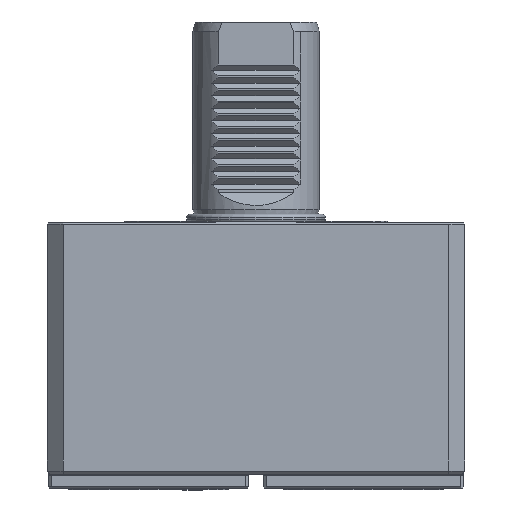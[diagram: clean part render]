
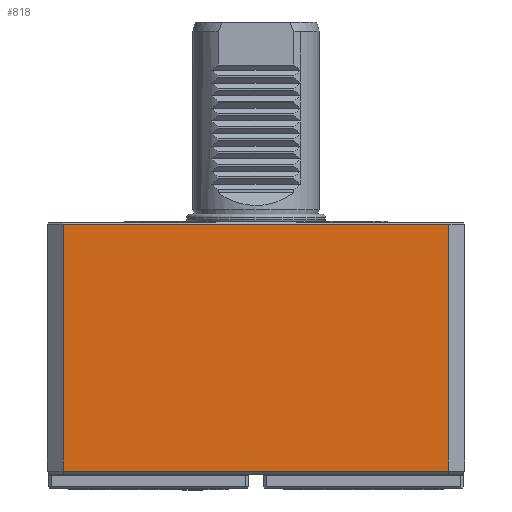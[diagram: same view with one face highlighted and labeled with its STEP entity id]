
A CAD part, front view. The second image highlights one B-rep face of the part: STEP entity #818.
In plain terms, the highlighted planar face has unit normal (0, -1, 0).
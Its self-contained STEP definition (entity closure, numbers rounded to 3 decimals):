
#209=LINE('',#4786,#473);
#235=LINE('',#4840,#499);
#236=LINE('',#4841,#500);
#237=LINE('',#4843,#501);
#473=VECTOR('',#3509,1.);
#499=VECTOR('',#3551,1.);
#500=VECTOR('',#3552,1.);
#501=VECTOR('',#3553,1.);
#818=ADVANCED_FACE('',(#1089),#959,.T.);
#959=PLANE('',#2997);
#1089=FACE_OUTER_BOUND('',#1261,.T.);
#1261=EDGE_LOOP('',(#1783,#1784,#1785,#1786));
#1783=ORIENTED_EDGE('',*,*,#2608,.T.);
#1784=ORIENTED_EDGE('',*,*,#2609,.T.);
#1785=ORIENTED_EDGE('',*,*,#2610,.T.);
#1786=ORIENTED_EDGE('',*,*,#2582,.T.);
#2261=VERTEX_POINT('',#4785);
#2262=VERTEX_POINT('',#4787);
#2280=VERTEX_POINT('',#4835);
#2282=VERTEX_POINT('',#4842);
#2582=EDGE_CURVE('',#2262,#2261,#209,.T.);
#2608=EDGE_CURVE('',#2261,#2280,#235,.T.);
#2609=EDGE_CURVE('',#2280,#2282,#236,.T.);
#2610=EDGE_CURVE('',#2282,#2262,#237,.T.);
#2997=AXIS2_PLACEMENT_3D('',#4844,#3554,#3555);
#3509=DIRECTION('',(1.,0.,0.));
#3551=DIRECTION('',(0.,0.,1.));
#3552=DIRECTION('',(-1.,0.,0.));
#3553=DIRECTION('',(0.,0.,-1.));
#3554=DIRECTION('',(0.,-1.,0.));
#3555=DIRECTION('',(0.,0.,1.));
#4785=CARTESIAN_POINT('',(61.,-40.,-79.));
#4786=CARTESIAN_POINT('',(61.,-40.,-79.));
#4787=CARTESIAN_POINT('',(-61.,-40.,-79.));
#4835=CARTESIAN_POINT('',(61.,-40.,-1.));
#4840=CARTESIAN_POINT('',(61.,-40.,166.712));
#4841=CARTESIAN_POINT('',(-61.,-40.,-1.));
#4842=CARTESIAN_POINT('',(-61.,-40.,-1.));
#4843=CARTESIAN_POINT('',(-61.,-40.,166.712));
#4844=CARTESIAN_POINT('',(66.,-40.,166.712));
